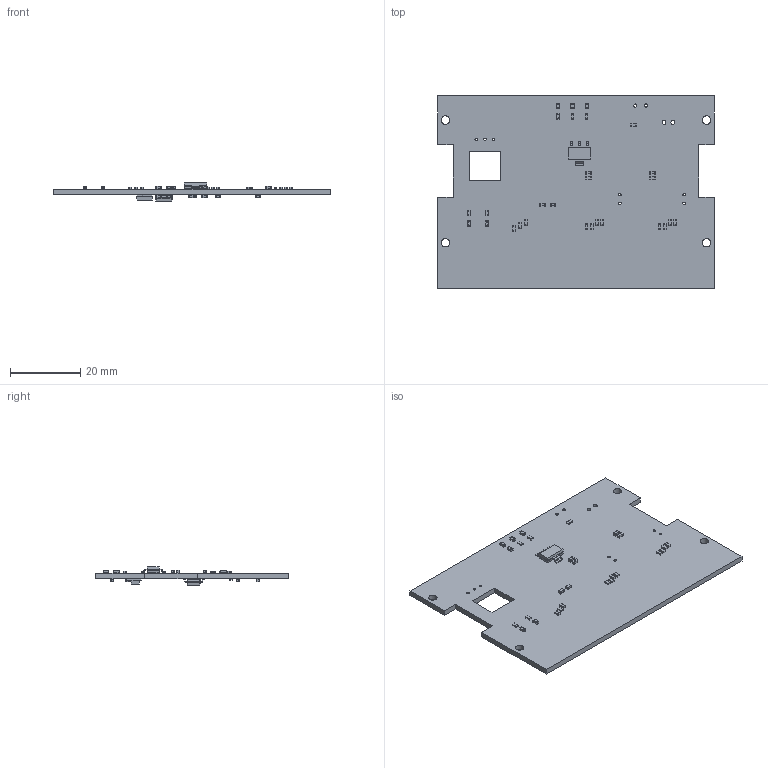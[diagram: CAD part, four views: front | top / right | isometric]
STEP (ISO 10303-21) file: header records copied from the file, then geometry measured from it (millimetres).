
FILE_DESCRIPTION(('KiCad electronic assembly'),'2;1');
FILE_NAME('Power.step','2022-02-06T12:26:15',('An Author'),('A Company') ,'Open CASCADE STEP processor 6.9','KiCad to STEP converter','Unknown' );
FILE_SCHEMA(('AUTOMOTIVE_DESIGN { 1 0 10303 214 1 1 1 1 }'));
Length unit declared in the file: millimetre
Products named in the file (16): Open CASCADE STEP translator 6.9 1; SOT-223; SOLID; C_0603_1608Metric; D_0603_1608Metric; L_0603_1608Metric; R_0603_1608Metric; SOIC-8_3.9x4.9mm_P1.27mm; SOT-89-3; COMPOUND
Assembly tree (51 placements, depth 3):
  Open CASCADE STEP translator 6.9 1
    SOT-223
      SOLID
    C_0603_1608Metric  x14
      SOLID
    D_0603_1608Metric  x6
      SOLID
    L_0603_1608Metric
      SOLID
    R_0603_1608Metric  x19
      SOLID
    SOIC-8_3.9x4.9mm_P1.27mm
      SOLID
    SOT-89-3
      SOLID
    COMPOUND
Bounding box: 78.8 x 54.8 x 5.15 mm (x, y, z)
Volume: 6653.2 mm3; surface area: 9224.4 mm2
Topology: 44 solids, 44 shells, 1458 faces, 3830 edges, 2498 vertices
Faces by surface type: plane 929, cylinder 481, bspline 48
Full cylindrical faces by diameter (mm): 0.6 x1, 0.7 x8, 0.9 x2, 1.1 x2, 2.4 x4
Entity records: 31946 total; most frequent: CARTESIAN_POINT 6095, DIRECTION 4216, LINE 2794, VECTOR 2794, ORIENTED_EDGE 2260, PCURVE 2260, DEFINITIONAL_REPRESENTATION 2260, EDGE_CURVE 1130
